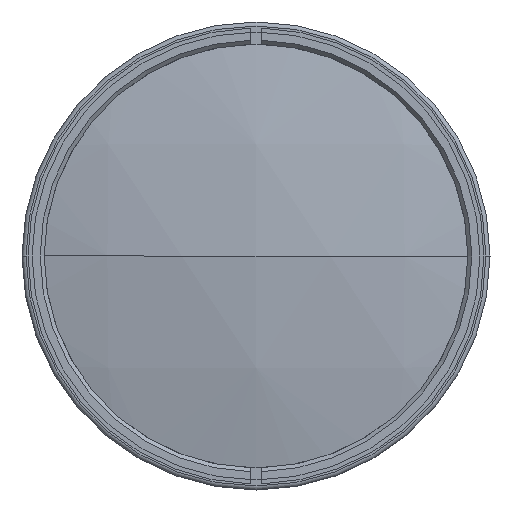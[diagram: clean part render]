
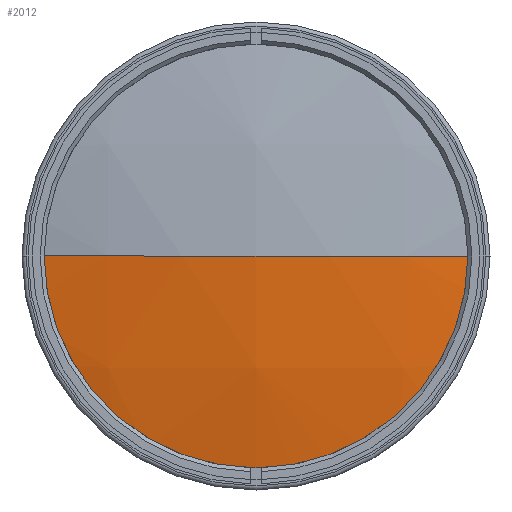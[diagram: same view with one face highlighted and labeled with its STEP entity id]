
A CAD part, left-side view. The second image highlights one B-rep face of the part: STEP entity #2012.
In plain terms, the highlighted spherical face has radius 252 mm.
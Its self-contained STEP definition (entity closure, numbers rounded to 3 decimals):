
#52 = VERTEX_POINT ( 'NONE', #3237 ) ;
#194 = DIRECTION ( 'NONE',  ( 0., -1., 0. ) ) ;
#299 = CARTESIAN_POINT ( 'NONE',  ( 19.496, 0., 0. ) ) ;
#310 = DIRECTION ( 'NONE',  ( -1., 0., 0. ) ) ;
#329 = VERTEX_POINT ( 'NONE', #2101 ) ;
#338 = AXIS2_PLACEMENT_3D ( 'NONE', #299, #1840, #1549 ) ;
#364 = VERTEX_POINT ( 'NONE', #2114 ) ;
#550 = EDGE_CURVE ( 'NONE', #364, #329, #1698, .T. ) ;
#598 = ORIENTED_EDGE ( 'NONE', *, *, #2643, .F. ) ;
#1221 = ORIENTED_EDGE ( 'NONE', *, *, #1977, .T. ) ;
#1263 = DIRECTION ( 'NONE',  ( 0., 1., 0. ) ) ;
#1311 = CARTESIAN_POINT ( 'NONE',  ( -226.429, 0., 0. ) ) ;
#1409 = AXIS2_PLACEMENT_3D ( 'NONE', #3011, #1510, #1263 ) ;
#1498 = AXIS2_PLACEMENT_3D ( 'NONE', #1948, #2949, #194 ) ;
#1510 = DIRECTION ( 'NONE',  ( 0., 0., -1. ) ) ;
#1525 = EDGE_LOOP ( 'NONE', ( #1221, #2757, #598 ) ) ;
#1540 = FACE_OUTER_BOUND ( 'NONE', #1525, .T. ) ;
#1549 = DIRECTION ( 'NONE',  ( 0., 1., 0. ) ) ;
#1590 = AXIS2_PLACEMENT_3D ( 'NONE', #1311, #310, #2789 ) ;
#1698 = CIRCLE ( 'NONE', #1409, 252. ) ;
#1840 = DIRECTION ( 'NONE',  ( 0., 0., -1. ) ) ;
#1938 = SPHERICAL_SURFACE ( 'NONE', #338, 252. ) ;
#1948 = CARTESIAN_POINT ( 'NONE',  ( 19.496, 0., 0. ) ) ;
#1977 = EDGE_CURVE ( 'NONE', #52, #364, #3032, .T. ) ;
#2012 = ADVANCED_FACE ( 'NONE', ( #1540 ), #1938, .T. ) ;
#2101 = CARTESIAN_POINT ( 'NONE',  ( -232.504, 0., 0. ) ) ;
#2114 = CARTESIAN_POINT ( 'NONE',  ( -226.429, -55., 0. ) ) ;
#2643 = EDGE_CURVE ( 'NONE', #52, #329, #3110, .T. ) ;
#2757 = ORIENTED_EDGE ( 'NONE', *, *, #550, .T. ) ;
#2789 = DIRECTION ( 'NONE',  ( 0., 0., 1. ) ) ;
#2949 = DIRECTION ( 'NONE',  ( 0., 0., 1. ) ) ;
#3011 = CARTESIAN_POINT ( 'NONE',  ( 19.496, 0., 0. ) ) ;
#3032 = CIRCLE ( 'NONE', #1590, 55. ) ;
#3110 = CIRCLE ( 'NONE', #1498, 252. ) ;
#3237 = CARTESIAN_POINT ( 'NONE',  ( -226.429, 55., 0. ) ) ;
